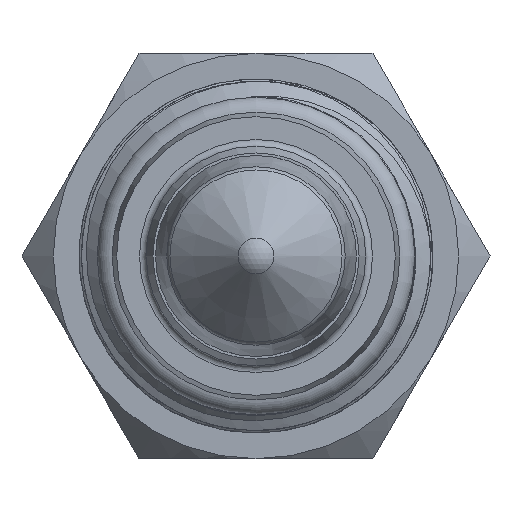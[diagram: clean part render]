
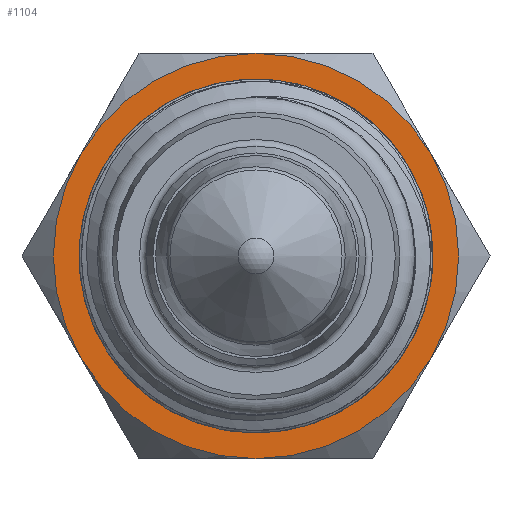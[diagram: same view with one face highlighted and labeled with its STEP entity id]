
A CAD part, left-side view. The second image highlights one B-rep face of the part: STEP entity #1104.
In plain terms, the highlighted planar face has unit normal (-1, 0, 0).
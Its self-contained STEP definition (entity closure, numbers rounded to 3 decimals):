
#129=PLANE('',#1256);
#205=FACE_BOUND('',#435,.T.);
#288=FACE_OUTER_BOUND('',#434,.T.);
#434=EDGE_LOOP('',(#952));
#435=EDGE_LOOP('',(#953));
#521=CIRCLE('',#1253,12.);
#523=CIRCLE('',#1257,9.315);
#622=VERTEX_POINT('',#6565);
#624=VERTEX_POINT('',#6571);
#740=EDGE_CURVE('',#622,#622,#521,.T.);
#742=EDGE_CURVE('',#624,#624,#523,.T.);
#952=ORIENTED_EDGE('',*,*,#740,.F.);
#953=ORIENTED_EDGE('',*,*,#742,.T.);
#1104=ADVANCED_FACE('',(#288,#205),#129,.F.);
#1253=AXIS2_PLACEMENT_3D('',#6566,#1551,#1552);
#1256=AXIS2_PLACEMENT_3D('',#6570,#1557,#1558);
#1257=AXIS2_PLACEMENT_3D('',#6572,#1559,#1560);
#1551=DIRECTION('center_axis',(1.,0.,0.));
#1552=DIRECTION('ref_axis',(0.,0.,-1.));
#1557=DIRECTION('center_axis',(1.,0.,0.));
#1558=DIRECTION('ref_axis',(0.,0.,-1.));
#1559=DIRECTION('center_axis',(1.,0.,0.));
#1560=DIRECTION('ref_axis',(0.,0.,-1.));
#6565=CARTESIAN_POINT('',(24.,10.392,6.));
#6566=CARTESIAN_POINT('Origin',(24.,0.,0.));
#6570=CARTESIAN_POINT('Origin',(24.,0.,-9.315));
#6571=CARTESIAN_POINT('',(24.,0.,-9.315));
#6572=CARTESIAN_POINT('Origin',(24.,0.,0.));
